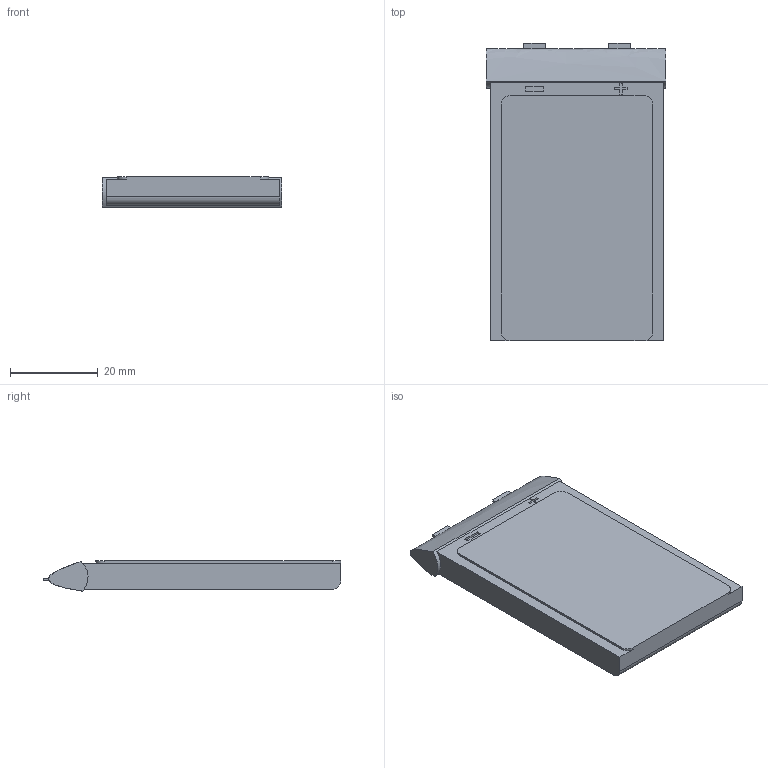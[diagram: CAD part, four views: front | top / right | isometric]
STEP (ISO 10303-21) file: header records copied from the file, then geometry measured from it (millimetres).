
FILE_DESCRIPTION (( 'STEP AP214' ), '1' );
FILE_NAME ('MIKROE-4473.STEP', '2022-12-23T20:46:08', ( '' ), ( '' ), 'SwSTEP 2.0', 'SolidWorks 2022', '' );
FILE_SCHEMA (( 'AUTOMOTIVE_DESIGN' ));
Length unit declared in the file: millimetre
Products named in the file (1): MIKROE-4473
Bounding box: 41 x 68 x 6.93 mm (x, y, z)
Volume: 16375.2 mm3; surface area: 6513.9 mm2
Topology: 1 solids, 1 shells, 46 faces, 117 edges, 78 vertices
Faces by surface type: plane 39, cylinder 5, bspline 2
Entity records: 1453 total; most frequent: CARTESIAN_POINT 272, ORIENTED_EDGE 234, DIRECTION 207, EDGE_CURVE 117, VECTOR 97, LINE 97, VERTEX_POINT 78, AXIS2_PLACEMENT_3D 55
